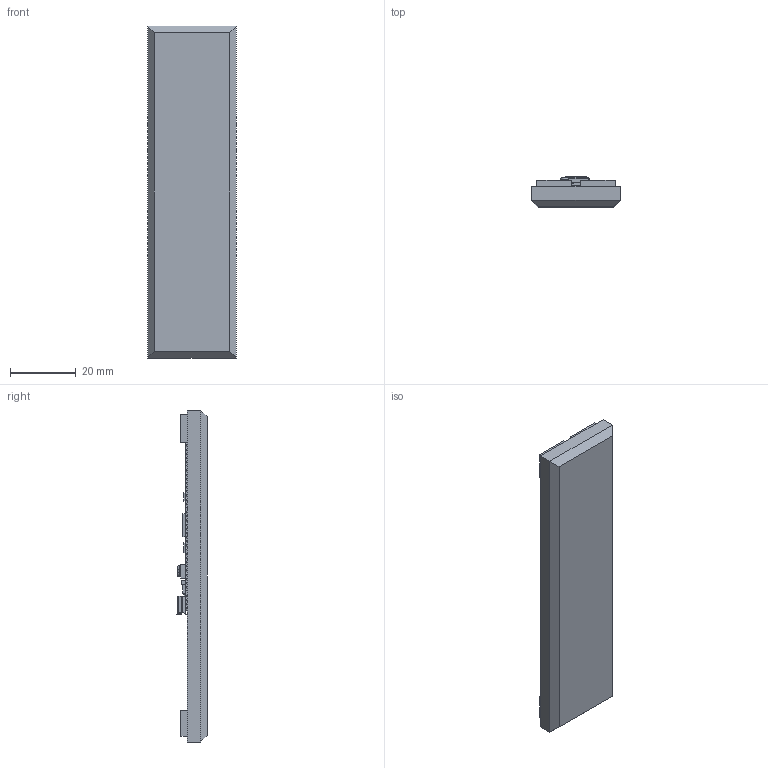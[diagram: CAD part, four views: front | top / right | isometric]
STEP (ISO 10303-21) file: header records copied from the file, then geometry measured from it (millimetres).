
FILE_DESCRIPTION(/* description */ (''),/* implementation_level */ '2;1');
FILE_NAME(/* name */ 'Pico Case v24.stp',/* time_stamp */ '2025-09-12T00:18:47+02:00',/* author */ (''),/* organization */ (''),/* preprocessor_version */ 'ST-DEVELOPER v20.1',/* originating_system */ 'Autodesk Translation Framework v14.10.0.0',/* authorisation */ '');
FILE_SCHEMA (('AUTOMOTIVE_DESIGN { 1 0 10303 214 3 1 1 }'));
Length unit declared in the file: millimetre
Products named in the file (4): Pico Case; Pico-R3; PICO; board
Assembly tree (3 placements, depth 4):
  Pico Case
    Pico-R3
      PICO
        board
Bounding box: 27 x 9.23 x 101 mm (x, y, z)
Volume: 1144.9 mm3; surface area: 10437.6 mm2
Topology: 1 solids, 2 shells, 564 faces, 1715 edges, 1185 vertices
Faces by surface type: plane 411, cylinder 151, torus 2
Full cylindrical faces by diameter (mm): 1 x43, 1.6 x6, 2.1 x4, 2.5 x4
Entity records: 20100 total; most frequent: CARTESIAN_POINT 3880, ORIENTED_EDGE 3448, DIRECTION 3296, EDGE_CURVE 1724, VERTEX_POINT 1201, LINE 1166, VECTOR 1166, AXIS2_PLACEMENT_3D 1065
